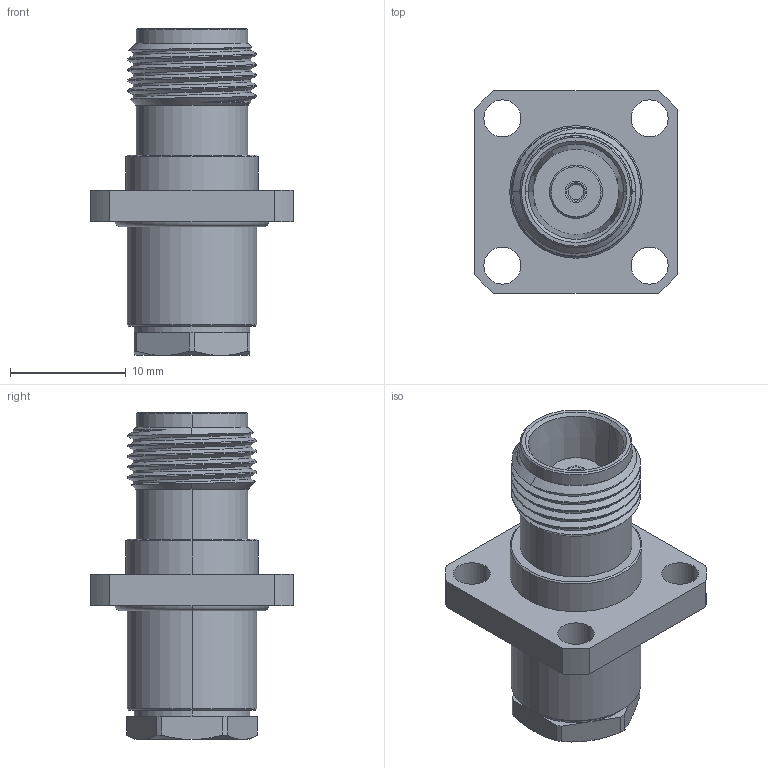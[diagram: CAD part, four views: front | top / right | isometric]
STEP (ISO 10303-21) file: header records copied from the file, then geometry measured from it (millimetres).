
FILE_DESCRIPTION (( 'STEP AP214' ), '1' );
FILE_NAME ('SC4256_3D.step', '2024-12-12T22:23:02', ( '' ), ( '' ), 'SwSTEP 2.0', 'SolidWorks 2022', '' );
FILE_SCHEMA (( 'AUTOMOTIVE_DESIGN' ));
Length unit declared in the file: inch
Products named in the file (1): SC4256_3D
Bounding box: 17.5 x 17.5 x 28.21 mm (x, y, z)
Volume: 2623 mm3; surface area: 2295.7 mm2
Topology: 2 solids, 2 shells, 140 faces, 341 edges, 215 vertices
Faces by surface type: cylinder 56, plane 48, cone 29, torus 4, bspline 3
Entity records: 6035 total; most frequent: CARTESIAN_POINT 2736, DIRECTION 684, ORIENTED_EDGE 682, EDGE_CURVE 341, AXIS2_PLACEMENT_3D 275, VERTEX_POINT 215, EDGE_LOOP 160, FACE_OUTER_BOUND 140
